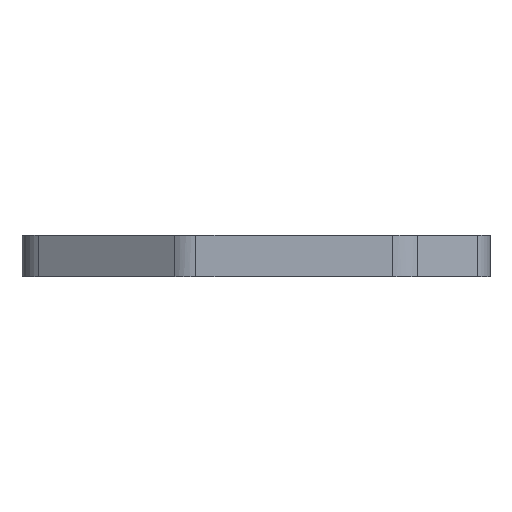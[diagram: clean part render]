
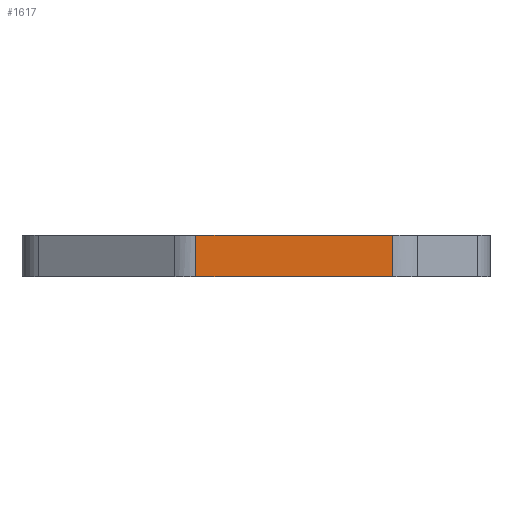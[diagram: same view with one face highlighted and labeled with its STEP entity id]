
A CAD part, left-side view. The second image highlights one B-rep face of the part: STEP entity #1617.
In plain terms, the highlighted free-form (B-spline) face has degree [1, 1] with [2, 2] control points.
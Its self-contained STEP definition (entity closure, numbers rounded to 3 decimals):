
#1590 = VERTEX_POINT('',#1591);
#1591 = CARTESIAN_POINT('',(-177.847,71.009,
    14.226));
#1599 = VERTEX_POINT('',#1600);
#1600 = CARTESIAN_POINT('',(-177.847,71.009,0.));
#1606 = EDGE_CURVE('',#1590,#1599,#1607,.T.);
#1607 = B_SPLINE_CURVE_WITH_KNOTS('',1,(#1608,#1609),.UNSPECIFIED.,.F.,
  .F.,(2,2),(0.,12.7),.PIECEWISE_BEZIER_KNOTS.);
#1608 = CARTESIAN_POINT('',(-177.847,71.009,
    14.226));
#1609 = CARTESIAN_POINT('',(-177.847,71.009,0.));
#1617 = ADVANCED_FACE('',(#1618),#1640,.T.);
#1618 = FACE_BOUND('',#1619,.T.);
#1619 = EDGE_LOOP('',(#1620,#1627,#1628,#1635));
#1620 = ORIENTED_EDGE('',*,*,#1621,.F.);
#1621 = EDGE_CURVE('',#1590,#1622,#1624,.T.);
#1622 = VERTEX_POINT('',#1623);
#1623 = CARTESIAN_POINT('',(-177.847,4.238,
    14.226));
#1624 = B_SPLINE_CURVE_WITH_KNOTS('',1,(#1625,#1626),.UNSPECIFIED.,.F.,
  .F.,(2,2),(0.,59.611),.PIECEWISE_BEZIER_KNOTS.);
#1625 = CARTESIAN_POINT('',(-177.847,71.009,
    14.226));
#1626 = CARTESIAN_POINT('',(-177.847,4.238,
    14.226));
#1627 = ORIENTED_EDGE('',*,*,#1606,.T.);
#1628 = ORIENTED_EDGE('',*,*,#1629,.F.);
#1629 = EDGE_CURVE('',#1630,#1599,#1632,.T.);
#1630 = VERTEX_POINT('',#1631);
#1631 = CARTESIAN_POINT('',(-177.847,4.238,0.));
#1632 = B_SPLINE_CURVE_WITH_KNOTS('',1,(#1633,#1634),.UNSPECIFIED.,.F.,
  .F.,(2,2),(-59.611,0.),.PIECEWISE_BEZIER_KNOTS.);
#1633 = CARTESIAN_POINT('',(-177.847,4.238,0.));
#1634 = CARTESIAN_POINT('',(-177.847,71.009,0.));
#1635 = ORIENTED_EDGE('',*,*,#1636,.F.);
#1636 = EDGE_CURVE('',#1622,#1630,#1637,.T.);
#1637 = B_SPLINE_CURVE_WITH_KNOTS('',1,(#1638,#1639),.UNSPECIFIED.,.F.,
  .F.,(2,2),(0.,12.7),.PIECEWISE_BEZIER_KNOTS.);
#1638 = CARTESIAN_POINT('',(-177.847,4.238,
    14.226));
#1639 = CARTESIAN_POINT('',(-177.847,4.238,0.));
#1640 = B_SPLINE_SURFACE_WITH_KNOTS('',1,1,(
    (#1641,#1642)
    ,(#1643,#1644
    )),.UNSPECIFIED.,.F.,.F.,.F.,(2,2),(2,2),(0.,59.611),(0.,
    12.7),.PIECEWISE_BEZIER_KNOTS.);
#1641 = CARTESIAN_POINT('',(-177.847,4.238,
    14.226));
#1642 = CARTESIAN_POINT('',(-177.847,4.238,0.));
#1643 = CARTESIAN_POINT('',(-177.847,71.009,
    14.226));
#1644 = CARTESIAN_POINT('',(-177.847,71.009,0.));
